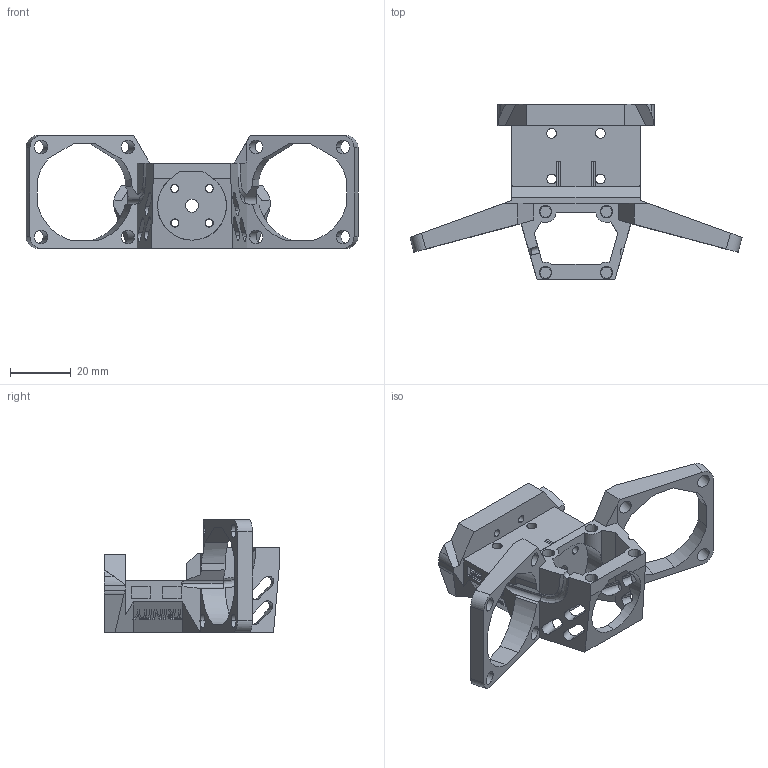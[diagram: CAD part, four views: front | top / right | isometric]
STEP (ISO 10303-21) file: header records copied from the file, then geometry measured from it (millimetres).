
FILE_DESCRIPTION (( 'STEP AP203' ), '1' );
FILE_NAME ('Trinity body mgn9h.STEP', '2025-04-12T22:52:04', ( '' ), ( '' ), 'SwSTEP 2.0', 'SolidWorks 2023', '' );
FILE_SCHEMA (( 'CONFIG_CONTROL_DESIGN' ));
Length unit declared in the file: millimetre
Products named in the file (1): Trinity body mgn9h
Bounding box: 108.91 x 57.5 x 37 mm (x, y, z)
Volume: 35638.4 mm3; surface area: 19273.2 mm2
Topology: 1 solids, 1 shells, 547 faces, 1604 edges, 1067 vertices
Faces by surface type: plane 292, cylinder 232, bspline 15, cone 8
Entity records: 19593 total; most frequent: CARTESIAN_POINT 4786, ORIENTED_EDGE 3208, DIRECTION 2979, EDGE_CURVE 1604, VERTEX_POINT 1067, VECTOR 1037, LINE 1037, AXIS2_PLACEMENT_3D 971
